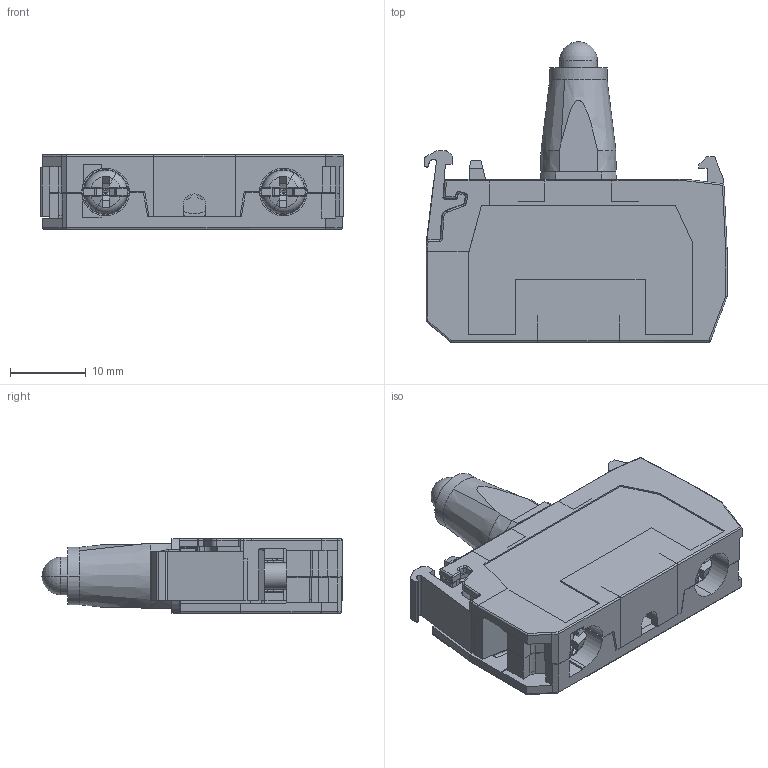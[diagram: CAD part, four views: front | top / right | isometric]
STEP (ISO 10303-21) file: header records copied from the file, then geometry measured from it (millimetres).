
FILE_DESCRIPTION(('CATIA V5 STEP Exchange'),'2;1');
FILE_NAME('33E_lu.stp','2010-01-12T15:55:13+00:00',('none'),('none'),'CATIA Version 5 Release 17 (IN-10)','CATIA V5 STEP AP214','none');
FILE_SCHEMA(('AUTOMOTIVE_DESIGN { 1 0 10303 214 1 1 1 1 }'));
Length unit declared in the file: millimetre
Products named in the file (9): 33E lu; 090718000; 016597000; 097449000; 127013000; 032161000; 170045000; 031099000; 070621000
Assembly tree (11 placements, depth 2):
  33E lu
    090718000
    016597000
    097449000  x2
    127013000  x2
    032161000  x2
    170045000
    031099000
    070621000
Bounding box: 39.95 x 39.71 x 9.9 mm (x, y, z)
Volume: 6029.5 mm3; surface area: 10083.8 mm2
Topology: 11 solids, 11 shells, 1872 faces, 5322 edges, 3481 vertices
Faces by surface type: plane 1542, cylinder 215, cone 63, torus 34, sphere 16, bspline 2
Entity records: 43303 total; most frequent: CARTESIAN_POINT 10039, ORIENTED_EDGE 7580, DIRECTION 5237, EDGE_CURVE 3790, VECTOR 2919, LINE 2919, VERTEX_POINT 2486, AXIS2_PLACEMENT_3D 1401
